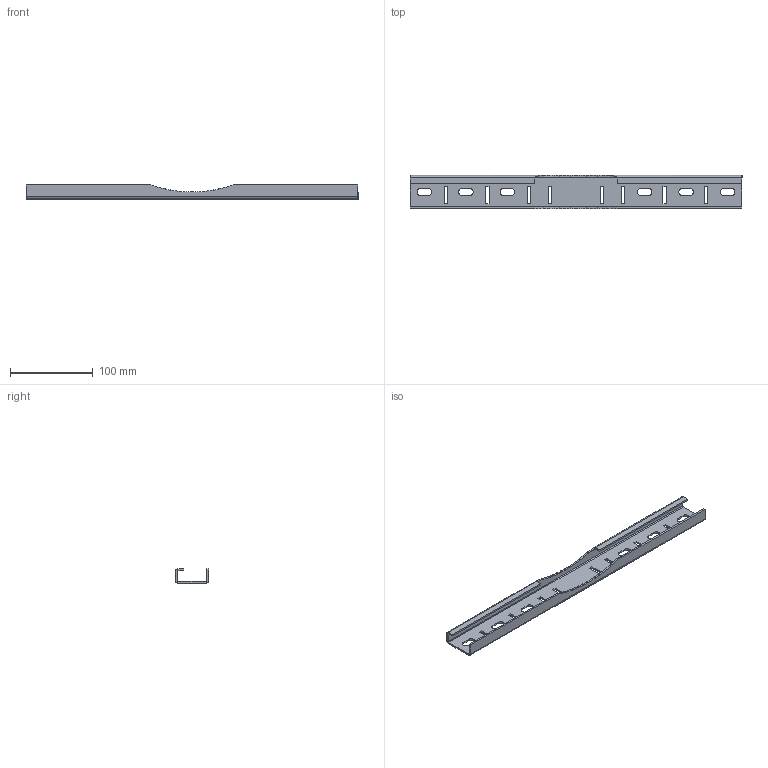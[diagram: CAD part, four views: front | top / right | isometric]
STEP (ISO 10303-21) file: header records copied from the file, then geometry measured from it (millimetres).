
FILE_DESCRIPTION (( 'STEP AP203' ), '1' );
FILE_NAME ('R5FB400.STEP', '2018-01-25T11:38:10', ( '' ), ( '' ), 'SwSTEP 2.0', 'SolidWorks 2017', '' );
FILE_SCHEMA (( 'CONFIG_CONTROL_DESIGN' ));
Length unit declared in the file: millimetre
Products named in the file (1): R5FB400
Bounding box: 400 x 40 x 17 mm (x, y, z)
Volume: 53654.5 mm3; surface area: 56941.9 mm2
Topology: 1 solids, 1 shells, 170 faces, 496 edges, 328 vertices
Faces by surface type: plane 114, cylinder 54, bspline 2
Entity records: 5943 total; most frequent: CARTESIAN_POINT 1219, ORIENTED_EDGE 992, DIRECTION 934, EDGE_CURVE 496, LINE 388, VECTOR 388, VERTEX_POINT 328, AXIS2_PLACEMENT_3D 273
